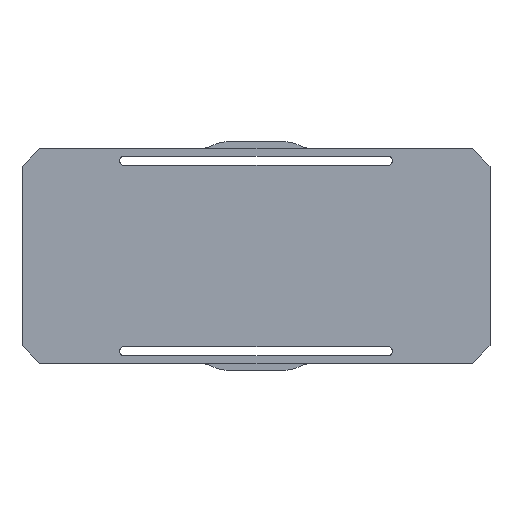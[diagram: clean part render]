
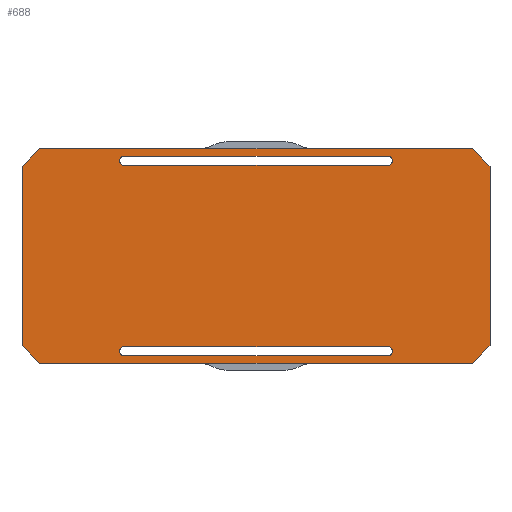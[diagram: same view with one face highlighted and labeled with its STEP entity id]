
A CAD part, top view. The second image highlights one B-rep face of the part: STEP entity #688.
In plain terms, the highlighted planar face has unit normal (0, 0, 1).
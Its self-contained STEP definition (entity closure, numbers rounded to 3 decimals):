
#32=CARTESIAN_POINT('',(-5.523,-41.829,38.124));
#33=VERTEX_POINT('',#32);
#34=CARTESIAN_POINT('',(-23.17,-41.829,38.124));
#35=VERTEX_POINT('',#34);
#36=CARTESIAN_POINT('',(-5.523,-41.829,38.124));
#37=DIRECTION('',(-1.,-0.,0.));
#38=VECTOR('',#37,17.648);
#39=LINE('',#36,#38);
#40=EDGE_CURVE('',#33,#35,#39,.T.);
#98=CARTESIAN_POINT('',(-24.369,-18.171,38.124));
#99=VERTEX_POINT('',#98);
#106=CARTESIAN_POINT('',(-5.523,-18.171,38.124));
#107=VERTEX_POINT('',#106);
#108=CARTESIAN_POINT('',(-24.369,-18.171,38.124));
#109=DIRECTION('',(1.,0.,-0.));
#110=VECTOR('',#109,18.847);
#111=LINE('',#108,#110);
#112=EDGE_CURVE('',#99,#107,#111,.T.);
#379=CARTESIAN_POINT('',(-34.369,-41.829,38.124));
#380=VERTEX_POINT('',#379);
#387=CARTESIAN_POINT('',(-53.216,-41.829,38.124));
#388=VERTEX_POINT('',#387);
#389=CARTESIAN_POINT('',(-34.369,-41.829,38.124));
#390=DIRECTION('',(-1.,-0.,0.));
#391=VECTOR('',#390,18.847);
#392=LINE('',#389,#391);
#393=EDGE_CURVE('',#380,#388,#392,.T.);
#410=CARTESIAN_POINT('',(-3.581,-20.113,38.124));
#411=VERTEX_POINT('',#410);
#418=CARTESIAN_POINT('',(-3.581,-39.887,38.124));
#419=VERTEX_POINT('',#418);
#420=CARTESIAN_POINT('',(-3.581,-20.113,38.124));
#421=DIRECTION('',(0.,-1.,0.));
#422=VECTOR('',#421,19.775);
#423=LINE('',#420,#422);
#424=EDGE_CURVE('',#411,#419,#423,.T.);
#440=CARTESIAN_POINT('',(-53.216,-18.171,38.124));
#441=VERTEX_POINT('',#440);
#442=CARTESIAN_POINT('',(-35.568,-18.171,38.124));
#443=VERTEX_POINT('',#442);
#444=CARTESIAN_POINT('',(-53.216,-18.171,38.124));
#445=DIRECTION('',(1.,0.,-0.));
#446=VECTOR('',#445,17.648);
#447=LINE('',#444,#446);
#448=EDGE_CURVE('',#441,#443,#447,.T.);
#474=CARTESIAN_POINT('',(-29.369,-30.,38.124));
#475=DIRECTION('',(0.,0.,1.));
#476=DIRECTION('',(1.,0.,0.));
#477=AXIS2_PLACEMENT_3D('',#474,#475,#476);
#478=PLANE('',#477);
#479=CARTESIAN_POINT('',(-44.369,-40.575,38.124));
#480=VERTEX_POINT('',#479);
#481=CARTESIAN_POINT('',(-44.369,-40.425,38.124));
#482=VERTEX_POINT('',#481);
#483=CARTESIAN_POINT('',(-44.369,-40.575,38.124));
#484=DIRECTION('',(0.,1.,0.));
#485=VECTOR('',#484,0.15);
#486=LINE('',#483,#485);
#487=EDGE_CURVE('',#480,#482,#486,.T.);
#488=ORIENTED_EDGE('',*,*,#487,.T.);
#489=CARTESIAN_POINT('',(-43.944,-40.,38.124));
#490=VERTEX_POINT('',#489);
#491=CARTESIAN_POINT('',(-43.944,-40.425,38.124));
#492=DIRECTION('',(-0.,-0.,-1.));
#493=DIRECTION('',(1.,0.,-0.));
#494=AXIS2_PLACEMENT_3D('',#491,#492,#493);
#495=CIRCLE('',#494,0.425);
#496=EDGE_CURVE('',#482,#490,#495,.T.);
#497=ORIENTED_EDGE('',*,*,#496,.T.);
#498=CARTESIAN_POINT('',(-14.794,-40.,38.124));
#499=VERTEX_POINT('',#498);
#500=CARTESIAN_POINT('',(-43.944,-40.,38.124));
#501=DIRECTION('',(1.,0.,-0.));
#502=VECTOR('',#501,29.15);
#503=LINE('',#500,#502);
#504=EDGE_CURVE('',#490,#499,#503,.T.);
#505=ORIENTED_EDGE('',*,*,#504,.T.);
#506=CARTESIAN_POINT('',(-14.369,-40.425,38.124));
#507=VERTEX_POINT('',#506);
#508=CARTESIAN_POINT('',(-14.794,-40.425,38.124));
#509=DIRECTION('',(-0.,-0.,-1.));
#510=DIRECTION('',(1.,0.,-0.));
#511=AXIS2_PLACEMENT_3D('',#508,#509,#510);
#512=CIRCLE('',#511,0.425);
#513=EDGE_CURVE('',#499,#507,#512,.T.);
#514=ORIENTED_EDGE('',*,*,#513,.T.);
#515=CARTESIAN_POINT('',(-14.369,-40.575,38.124));
#516=VERTEX_POINT('',#515);
#517=CARTESIAN_POINT('',(-14.369,-40.425,38.124));
#518=DIRECTION('',(0.,-1.,0.));
#519=VECTOR('',#518,0.15);
#520=LINE('',#517,#519);
#521=EDGE_CURVE('',#507,#516,#520,.T.);
#522=ORIENTED_EDGE('',*,*,#521,.T.);
#523=CARTESIAN_POINT('',(-14.794,-41.,38.124));
#524=VERTEX_POINT('',#523);
#525=CARTESIAN_POINT('',(-14.794,-40.575,38.124));
#526=DIRECTION('',(-0.,-0.,-1.));
#527=DIRECTION('',(1.,0.,-0.));
#528=AXIS2_PLACEMENT_3D('',#525,#526,#527);
#529=CIRCLE('',#528,0.425);
#530=EDGE_CURVE('',#516,#524,#529,.T.);
#531=ORIENTED_EDGE('',*,*,#530,.T.);
#532=CARTESIAN_POINT('',(-43.944,-41.,38.124));
#533=VERTEX_POINT('',#532);
#534=CARTESIAN_POINT('',(-14.794,-41.,38.124));
#535=DIRECTION('',(-1.,0.,0.));
#536=VECTOR('',#535,29.15);
#537=LINE('',#534,#536);
#538=EDGE_CURVE('',#524,#533,#537,.T.);
#539=ORIENTED_EDGE('',*,*,#538,.T.);
#540=CARTESIAN_POINT('',(-43.944,-40.575,38.124));
#541=DIRECTION('',(-0.,-0.,-1.));
#542=DIRECTION('',(1.,0.,-0.));
#543=AXIS2_PLACEMENT_3D('',#540,#541,#542);
#544=CIRCLE('',#543,0.425);
#545=EDGE_CURVE('',#533,#480,#544,.T.);
#546=ORIENTED_EDGE('',*,*,#545,.T.);
#547=EDGE_LOOP('',(#488,#497,#505,#514,#522,#531,#539,#546));
#548=FACE_BOUND('',#547,.T.);
#549=CARTESIAN_POINT('',(-44.369,-19.575,38.124));
#550=VERTEX_POINT('',#549);
#551=CARTESIAN_POINT('',(-44.369,-19.425,38.124));
#552=VERTEX_POINT('',#551);
#553=CARTESIAN_POINT('',(-44.369,-19.575,38.124));
#554=DIRECTION('',(0.,1.,0.));
#555=VECTOR('',#554,0.15);
#556=LINE('',#553,#555);
#557=EDGE_CURVE('',#550,#552,#556,.T.);
#558=ORIENTED_EDGE('',*,*,#557,.T.);
#559=CARTESIAN_POINT('',(-43.944,-19.,38.124));
#560=VERTEX_POINT('',#559);
#561=CARTESIAN_POINT('',(-43.944,-19.425,38.124));
#562=DIRECTION('',(-0.,-0.,-1.));
#563=DIRECTION('',(1.,0.,-0.));
#564=AXIS2_PLACEMENT_3D('',#561,#562,#563);
#565=CIRCLE('',#564,0.425);
#566=EDGE_CURVE('',#552,#560,#565,.T.);
#567=ORIENTED_EDGE('',*,*,#566,.T.);
#568=CARTESIAN_POINT('',(-14.794,-19.,38.124));
#569=VERTEX_POINT('',#568);
#570=CARTESIAN_POINT('',(-43.944,-19.,38.124));
#571=DIRECTION('',(1.,0.,-0.));
#572=VECTOR('',#571,29.15);
#573=LINE('',#570,#572);
#574=EDGE_CURVE('',#560,#569,#573,.T.);
#575=ORIENTED_EDGE('',*,*,#574,.T.);
#576=CARTESIAN_POINT('',(-14.369,-19.425,38.124));
#577=VERTEX_POINT('',#576);
#578=CARTESIAN_POINT('',(-14.794,-19.425,38.124));
#579=DIRECTION('',(-0.,-0.,-1.));
#580=DIRECTION('',(1.,0.,-0.));
#581=AXIS2_PLACEMENT_3D('',#578,#579,#580);
#582=CIRCLE('',#581,0.425);
#583=EDGE_CURVE('',#569,#577,#582,.T.);
#584=ORIENTED_EDGE('',*,*,#583,.T.);
#585=CARTESIAN_POINT('',(-14.369,-19.575,38.124));
#586=VERTEX_POINT('',#585);
#587=CARTESIAN_POINT('',(-14.369,-19.425,38.124));
#588=DIRECTION('',(0.,-1.,0.));
#589=VECTOR('',#588,0.15);
#590=LINE('',#587,#589);
#591=EDGE_CURVE('',#577,#586,#590,.T.);
#592=ORIENTED_EDGE('',*,*,#591,.T.);
#593=CARTESIAN_POINT('',(-14.794,-20.,38.124));
#594=VERTEX_POINT('',#593);
#595=CARTESIAN_POINT('',(-14.794,-19.575,38.124));
#596=DIRECTION('',(-0.,-0.,-1.));
#597=DIRECTION('',(1.,0.,-0.));
#598=AXIS2_PLACEMENT_3D('',#595,#596,#597);
#599=CIRCLE('',#598,0.425);
#600=EDGE_CURVE('',#586,#594,#599,.T.);
#601=ORIENTED_EDGE('',*,*,#600,.T.);
#602=CARTESIAN_POINT('',(-43.944,-20.,38.124));
#603=VERTEX_POINT('',#602);
#604=CARTESIAN_POINT('',(-14.794,-20.,38.124));
#605=DIRECTION('',(-1.,0.,0.));
#606=VECTOR('',#605,29.15);
#607=LINE('',#604,#606);
#608=EDGE_CURVE('',#594,#603,#607,.T.);
#609=ORIENTED_EDGE('',*,*,#608,.T.);
#610=CARTESIAN_POINT('',(-43.944,-19.575,38.124));
#611=DIRECTION('',(-0.,-0.,-1.));
#612=DIRECTION('',(1.,0.,-0.));
#613=AXIS2_PLACEMENT_3D('',#610,#611,#612);
#614=CIRCLE('',#613,0.425);
#615=EDGE_CURVE('',#603,#550,#614,.T.);
#616=ORIENTED_EDGE('',*,*,#615,.T.);
#617=EDGE_LOOP('',(#558,#567,#575,#584,#592,#601,#609,#616));
#618=FACE_BOUND('',#617,.T.);
#619=ORIENTED_EDGE('',*,*,#424,.F.);
#620=CARTESIAN_POINT('',(-3.581,-20.113,38.124));
#621=DIRECTION('',(-0.707,0.707,-0.));
#622=VECTOR('',#621,2.746);
#623=LINE('',#620,#622);
#624=EDGE_CURVE('',#411,#107,#623,.T.);
#625=ORIENTED_EDGE('',*,*,#624,.T.);
#626=ORIENTED_EDGE('',*,*,#112,.F.);
#627=CARTESIAN_POINT('',(-34.369,-18.171,38.124));
#628=VERTEX_POINT('',#627);
#629=CARTESIAN_POINT('',(-34.369,-18.171,38.124));
#630=DIRECTION('',(1.,0.,-0.));
#631=VECTOR('',#630,10.);
#632=LINE('',#629,#631);
#633=EDGE_CURVE('',#628,#99,#632,.T.);
#634=ORIENTED_EDGE('',*,*,#633,.F.);
#635=CARTESIAN_POINT('',(-34.369,-18.171,38.124));
#636=DIRECTION('',(-1.,-0.,0.));
#637=VECTOR('',#636,1.199);
#638=LINE('',#635,#637);
#639=EDGE_CURVE('',#628,#443,#638,.T.);
#640=ORIENTED_EDGE('',*,*,#639,.T.);
#641=ORIENTED_EDGE('',*,*,#448,.F.);
#642=CARTESIAN_POINT('',(-55.157,-20.113,38.124));
#643=VERTEX_POINT('',#642);
#644=CARTESIAN_POINT('',(-53.216,-18.171,38.124));
#645=DIRECTION('',(-0.707,-0.707,-0.));
#646=VECTOR('',#645,2.746);
#647=LINE('',#644,#646);
#648=EDGE_CURVE('',#441,#643,#647,.T.);
#649=ORIENTED_EDGE('',*,*,#648,.T.);
#650=CARTESIAN_POINT('',(-55.157,-39.887,38.124));
#651=VERTEX_POINT('',#650);
#652=CARTESIAN_POINT('',(-55.157,-39.887,38.124));
#653=DIRECTION('',(0.,1.,0.));
#654=VECTOR('',#653,19.775);
#655=LINE('',#652,#654);
#656=EDGE_CURVE('',#651,#643,#655,.T.);
#657=ORIENTED_EDGE('',*,*,#656,.F.);
#658=CARTESIAN_POINT('',(-55.157,-39.887,38.124));
#659=DIRECTION('',(0.707,-0.707,-0.));
#660=VECTOR('',#659,2.746);
#661=LINE('',#658,#660);
#662=EDGE_CURVE('',#651,#388,#661,.T.);
#663=ORIENTED_EDGE('',*,*,#662,.T.);
#664=ORIENTED_EDGE('',*,*,#393,.F.);
#665=CARTESIAN_POINT('',(-24.369,-41.829,38.124));
#666=VERTEX_POINT('',#665);
#667=CARTESIAN_POINT('',(-24.369,-41.829,38.124));
#668=DIRECTION('',(-1.,-0.,0.));
#669=VECTOR('',#668,10.);
#670=LINE('',#667,#669);
#671=EDGE_CURVE('',#666,#380,#670,.T.);
#672=ORIENTED_EDGE('',*,*,#671,.F.);
#673=CARTESIAN_POINT('',(-24.369,-41.829,38.124));
#674=DIRECTION('',(1.,0.,-0.));
#675=VECTOR('',#674,1.199);
#676=LINE('',#673,#675);
#677=EDGE_CURVE('',#666,#35,#676,.T.);
#678=ORIENTED_EDGE('',*,*,#677,.T.);
#679=ORIENTED_EDGE('',*,*,#40,.F.);
#680=CARTESIAN_POINT('',(-5.523,-41.829,38.124));
#681=DIRECTION('',(0.707,0.707,-0.));
#682=VECTOR('',#681,2.746);
#683=LINE('',#680,#682);
#684=EDGE_CURVE('',#33,#419,#683,.T.);
#685=ORIENTED_EDGE('',*,*,#684,.T.);
#686=EDGE_LOOP('',(#619,#625,#626,#634,#640,#641,#649,#657,#663,#664,#672,#678,#679,#685));
#687=FACE_BOUND('',#686,.T.);
#688=ADVANCED_FACE('',(#548,#618,#687),#478,.T.);
